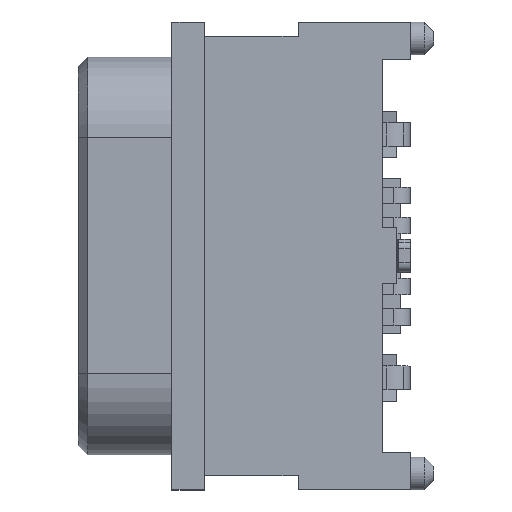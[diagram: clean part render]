
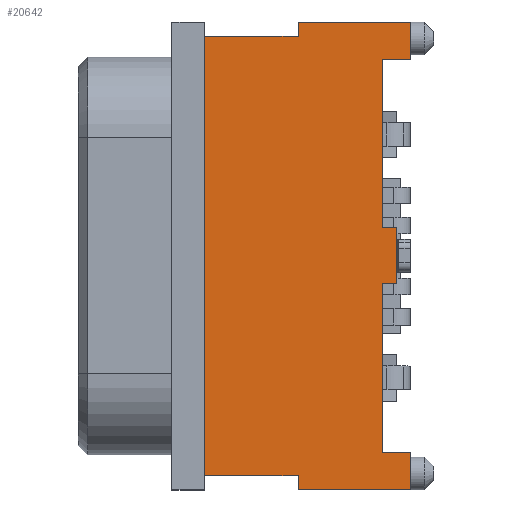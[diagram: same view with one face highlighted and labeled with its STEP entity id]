
A CAD part, top view. The second image highlights one B-rep face of the part: STEP entity #20642.
In plain terms, the highlighted planar face has unit normal (0, 0, 1).
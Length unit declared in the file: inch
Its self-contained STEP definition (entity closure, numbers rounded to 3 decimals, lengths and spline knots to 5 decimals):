
#197 = LINE ( 'NONE', #7668, #7151 ) ;
#582 = VECTOR ( 'NONE', #20093, 39.37008 ) ;
#1324 = CARTESIAN_POINT ( 'NONE',  ( 0., -0.29921, 0. ) ) ;
#1682 = VERTEX_POINT ( 'NONE', #23905 ) ;
#1696 = VECTOR ( 'NONE', #6238, 39.37008 ) ;
#1729 = VECTOR ( 'NONE', #20650, 39.37008 ) ;
#1760 = VERTEX_POINT ( 'NONE', #15084 ) ;
#1825 = LINE ( 'NONE', #1324, #15095 ) ;
#1873 = CARTESIAN_POINT ( 'NONE',  ( 0.01181, -0.25197, 0. ) ) ;
#2040 = VERTEX_POINT ( 'NONE', #6015 ) ;
#2084 = EDGE_CURVE ( 'NONE', #1682, #21014, #20926, .T. ) ;
#2150 = EDGE_CURVE ( 'NONE', #3563, #12605, #10271, .T. ) ;
#2310 = EDGE_LOOP ( 'NONE', ( #11907, #7735, #22513, #15917, #6314, #2906, #2418, #14956, #18146, #20322, #9096, #5193, #23299, #18121, #6091, #17373 ) ) ;
#2418 = ORIENTED_EDGE ( 'NONE', *, *, #20146, .T. ) ;
#2906 = ORIENTED_EDGE ( 'NONE', *, *, #22557, .F. ) ;
#2946 = VERTEX_POINT ( 'NONE', #12504 ) ;
#2975 = DIRECTION ( 'NONE',  ( 0., 0., 1. ) ) ;
#3173 = VECTOR ( 'NONE', #19566, 39.37008 ) ;
#3282 = DIRECTION ( 'NONE',  ( 0., -1., 0. ) ) ;
#3369 = CARTESIAN_POINT ( 'NONE',  ( -0.14961, -0.46063, 0. ) ) ;
#3563 = VERTEX_POINT ( 'NONE', #20913 ) ;
#3690 = LINE ( 'NONE', #6975, #1729 ) ;
#3816 = VECTOR ( 'NONE', #9321, 39.37008 ) ;
#4219 = CARTESIAN_POINT ( 'NONE',  ( 0.02362, -0.07874, 0. ) ) ;
#4239 = FACE_OUTER_BOUND ( 'NONE', #2310, .T. ) ;
#4481 = EDGE_CURVE ( 'NONE', #14604, #2946, #19228, .T. ) ;
#4583 = DIRECTION ( 'NONE',  ( 1., 0., 0. ) ) ;
#4611 = EDGE_CURVE ( 'NONE', #19828, #2040, #3690, .T. ) ;
#4949 = VERTEX_POINT ( 'NONE', #11092 ) ;
#5193 = ORIENTED_EDGE ( 'NONE', *, *, #16830, .T. ) ;
#5223 = LINE ( 'NONE', #24020, #6800 ) ;
#5479 = CARTESIAN_POINT ( 'NONE',  ( 0.01181, -0.25197, 0. ) ) ;
#6015 = CARTESIAN_POINT ( 'NONE',  ( 0.02362, -0.47244, 0. ) ) ;
#6091 = ORIENTED_EDGE ( 'NONE', *, *, #19118, .T. ) ;
#6238 = DIRECTION ( 'NONE',  ( -1., 0., 0. ) ) ;
#6314 = ORIENTED_EDGE ( 'NONE', *, *, #21994, .T. ) ;
#6355 = LINE ( 'NONE', #17722, #1696 ) ;
#6800 = VECTOR ( 'NONE', #9092, 39.37008 ) ;
#6975 = CARTESIAN_POINT ( 'NONE',  ( -0.07087, -0.47244, 0. ) ) ;
#7147 = DIRECTION ( 'NONE',  ( -1., 0., 0. ) ) ;
#7151 = VECTOR ( 'NONE', #15234, 39.37008 ) ;
#7608 = CARTESIAN_POINT ( 'NONE',  ( 0., -0.25197, 0. ) ) ;
#7668 = CARTESIAN_POINT ( 'NONE',  ( 0.02362, -0.47244, 0. ) ) ;
#7735 = ORIENTED_EDGE ( 'NONE', *, *, #15221, .T. ) ;
#7897 = VECTOR ( 'NONE', #19338, 39.37008 ) ;
#7944 = EDGE_CURVE ( 'NONE', #11899, #1682, #5223, .T. ) ;
#8329 = CARTESIAN_POINT ( 'NONE',  ( 0.02362, -0.44094, 0. ) ) ;
#8333 = EDGE_CURVE ( 'NONE', #20023, #19828, #13115, .T. ) ;
#8445 = CARTESIAN_POINT ( 'NONE',  ( 0., -0.11024, 0. ) ) ;
#8840 = DIRECTION ( 'NONE',  ( 0., -1., 0. ) ) ;
#9092 = DIRECTION ( 'NONE',  ( 0., 1., 0. ) ) ;
#9096 = ORIENTED_EDGE ( 'NONE', *, *, #2084, .T. ) ;
#9321 = DIRECTION ( 'NONE',  ( 0., -1., 0. ) ) ;
#9346 = VECTOR ( 'NONE', #8840, 39.37008 ) ;
#9583 = AXIS2_PLACEMENT_3D ( 'NONE', #13823, #2975, #4583 ) ;
#10016 = CARTESIAN_POINT ( 'NONE',  ( 0., -0.29921, 0. ) ) ;
#10271 = LINE ( 'NONE', #8445, #7897 ) ;
#10932 = CARTESIAN_POINT ( 'NONE',  ( -0.07087, -0.07874, 0. ) ) ;
#11092 = CARTESIAN_POINT ( 'NONE',  ( 0., -0.29921, 0. ) ) ;
#11432 = LINE ( 'NONE', #13609, #11664 ) ;
#11626 = DIRECTION ( 'NONE',  ( -1., 0., 0. ) ) ;
#11664 = VECTOR ( 'NONE', #13374, 39.37008 ) ;
#11730 = LINE ( 'NONE', #10016, #3173 ) ;
#11840 = VECTOR ( 'NONE', #21166, 39.37008 ) ;
#11899 = VERTEX_POINT ( 'NONE', #14684 ) ;
#11907 = ORIENTED_EDGE ( 'NONE', *, *, #4611, .T. ) ;
#12172 = CARTESIAN_POINT ( 'NONE',  ( -0.07087, -0.46063, 0. ) ) ;
#12426 = LINE ( 'NONE', #23407, #22181 ) ;
#12504 = CARTESIAN_POINT ( 'NONE',  ( 0., -0.44094, 0. ) ) ;
#12605 = VERTEX_POINT ( 'NONE', #7608 ) ;
#13115 = LINE ( 'NONE', #15062, #582 ) ;
#13348 = LINE ( 'NONE', #1873, #3816 ) ;
#13374 = DIRECTION ( 'NONE',  ( 1., 0., 0. ) ) ;
#13609 = CARTESIAN_POINT ( 'NONE',  ( -0.14961, -0.09055, 0. ) ) ;
#13720 = VECTOR ( 'NONE', #11626, 39.37008 ) ;
#13823 = CARTESIAN_POINT ( 'NONE',  ( -0.0689, -0.01811, 0. ) ) ;
#14604 = VERTEX_POINT ( 'NONE', #21466 ) ;
#14684 = CARTESIAN_POINT ( 'NONE',  ( 0.02362, -0.11024, 0. ) ) ;
#14846 = PLANE ( 'NONE',  #9583 ) ;
#14956 = ORIENTED_EDGE ( 'NONE', *, *, #2150, .F. ) ;
#15062 = CARTESIAN_POINT ( 'NONE',  ( -0.07087, -0.46063, 0. ) ) ;
#15084 = CARTESIAN_POINT ( 'NONE',  ( -0.14961, -0.09055, 0. ) ) ;
#15095 = VECTOR ( 'NONE', #20043, 39.37008 ) ;
#15221 = EDGE_CURVE ( 'NONE', #2040, #14604, #197, .T. ) ;
#15234 = DIRECTION ( 'NONE',  ( 0., 1., 0. ) ) ;
#15631 = CARTESIAN_POINT ( 'NONE',  ( -0.07087, -0.07874, 0. ) ) ;
#15713 = CARTESIAN_POINT ( 'NONE',  ( -0.07087, -0.47244, 0. ) ) ;
#15892 = CARTESIAN_POINT ( 'NONE',  ( -0.14961, -0.46063, 0. ) ) ;
#15917 = ORIENTED_EDGE ( 'NONE', *, *, #18423, .F. ) ;
#16497 = VERTEX_POINT ( 'NONE', #21729 ) ;
#16502 = VERTEX_POINT ( 'NONE', #20046 ) ;
#16591 = EDGE_CURVE ( 'NONE', #1760, #16502, #11432, .T. ) ;
#16830 = EDGE_CURVE ( 'NONE', #21014, #16502, #18152, .T. ) ;
#17373 = ORIENTED_EDGE ( 'NONE', *, *, #8333, .T. ) ;
#17722 = CARTESIAN_POINT ( 'NONE',  ( 0.02362, -0.11024, 0. ) ) ;
#18121 = ORIENTED_EDGE ( 'NONE', *, *, #23990, .T. ) ;
#18146 = ORIENTED_EDGE ( 'NONE', *, *, #19271, .F. ) ;
#18152 = LINE ( 'NONE', #10932, #9346 ) ;
#18423 = EDGE_CURVE ( 'NONE', #4949, #2946, #11730, .T. ) ;
#19118 = EDGE_CURVE ( 'NONE', #21078, #20023, #19966, .T. ) ;
#19228 = LINE ( 'NONE', #8329, #11840 ) ;
#19271 = EDGE_CURVE ( 'NONE', #11899, #3563, #6355, .T. ) ;
#19338 = DIRECTION ( 'NONE',  ( 0., -1., 0. ) ) ;
#19566 = DIRECTION ( 'NONE',  ( 0., -1., 0. ) ) ;
#19828 = VERTEX_POINT ( 'NONE', #15713 ) ;
#19966 = LINE ( 'NONE', #3369, #21974 ) ;
#20023 = VERTEX_POINT ( 'NONE', #12172 ) ;
#20043 = DIRECTION ( 'NONE',  ( 1., 0., 0. ) ) ;
#20046 = CARTESIAN_POINT ( 'NONE',  ( -0.07087, -0.09055, 0. ) ) ;
#20093 = DIRECTION ( 'NONE',  ( 0., -1., 0. ) ) ;
#20146 = EDGE_CURVE ( 'NONE', #16497, #12605, #20501, .T. ) ;
#20219 = DIRECTION ( 'NONE',  ( 1., 0., 0. ) ) ;
#20322 = ORIENTED_EDGE ( 'NONE', *, *, #7944, .T. ) ;
#20501 = LINE ( 'NONE', #5479, #20503 ) ;
#20503 = VECTOR ( 'NONE', #7147, 39.37008 ) ;
#20642 = ADVANCED_FACE ( 'NONE', ( #4239 ), #14846, .T. ) ;
#20650 = DIRECTION ( 'NONE',  ( 1., 0., 0. ) ) ;
#20656 = VERTEX_POINT ( 'NONE', #21290 ) ;
#20913 = CARTESIAN_POINT ( 'NONE',  ( 0., -0.11024, 0. ) ) ;
#20926 = LINE ( 'NONE', #4219, #13720 ) ;
#21014 = VERTEX_POINT ( 'NONE', #15631 ) ;
#21078 = VERTEX_POINT ( 'NONE', #15892 ) ;
#21166 = DIRECTION ( 'NONE',  ( -1., 0., 0. ) ) ;
#21290 = CARTESIAN_POINT ( 'NONE',  ( 0.01181, -0.29921, 0. ) ) ;
#21466 = CARTESIAN_POINT ( 'NONE',  ( 0.02362, -0.44094, 0. ) ) ;
#21729 = CARTESIAN_POINT ( 'NONE',  ( 0.01181, -0.25197, 0. ) ) ;
#21974 = VECTOR ( 'NONE', #20219, 39.37008 ) ;
#21994 = EDGE_CURVE ( 'NONE', #4949, #20656, #1825, .T. ) ;
#22181 = VECTOR ( 'NONE', #3282, 39.37008 ) ;
#22513 = ORIENTED_EDGE ( 'NONE', *, *, #4481, .T. ) ;
#22557 = EDGE_CURVE ( 'NONE', #16497, #20656, #13348, .T. ) ;
#23299 = ORIENTED_EDGE ( 'NONE', *, *, #16591, .F. ) ;
#23407 = CARTESIAN_POINT ( 'NONE',  ( -0.14961, -0.09055, 0. ) ) ;
#23905 = CARTESIAN_POINT ( 'NONE',  ( 0.02362, -0.07874, 0. ) ) ;
#23990 = EDGE_CURVE ( 'NONE', #1760, #21078, #12426, .T. ) ;
#24020 = CARTESIAN_POINT ( 'NONE',  ( 0.02362, -0.11024, 0. ) ) ;
